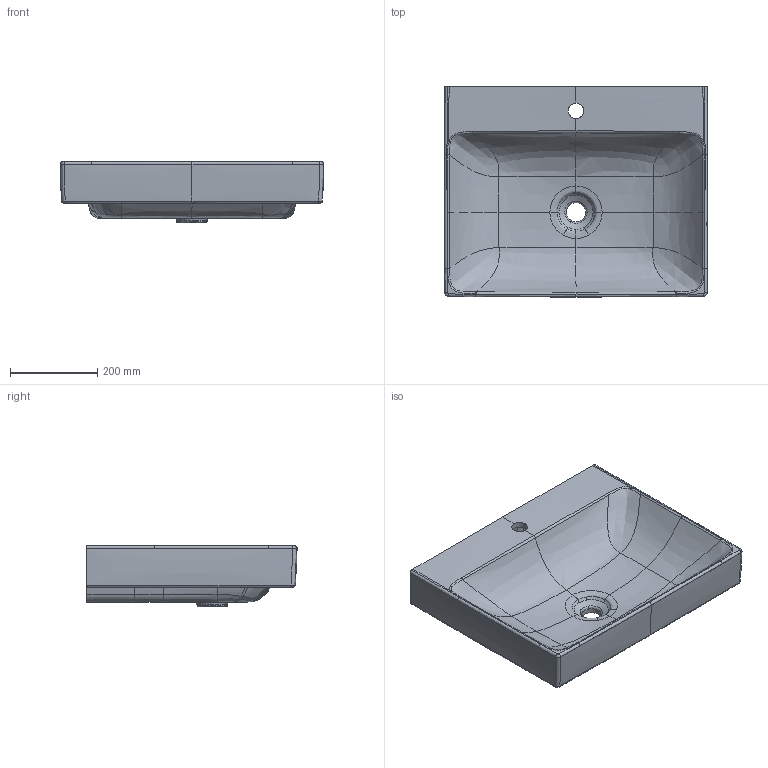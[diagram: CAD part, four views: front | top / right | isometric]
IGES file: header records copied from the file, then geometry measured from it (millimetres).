
Global section: file name: 505.020.01.1; native system: Autodesk Inventor 2018; preprocessor: unknown; author: JANAN; date: 20211102.103243; units: millimetre
Bounding box: 603.25 x 482.38 x 141 mm (x, y, z)
Volume: 12441169.4 mm3; surface area: 970880.5 mm2
Topology: 1 solids, 1 shells, 336 faces, 820 edges, 483 vertices
Faces by surface type: bspline 336
